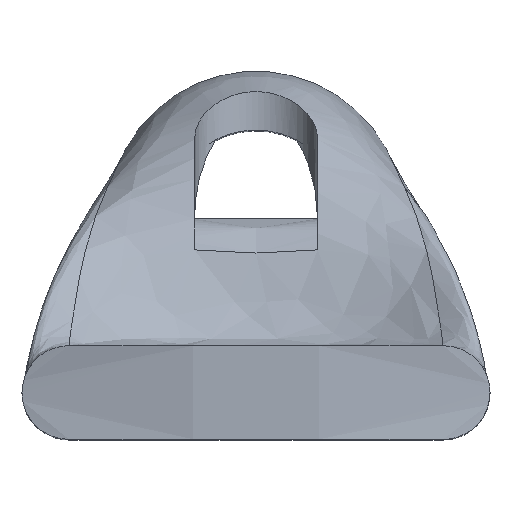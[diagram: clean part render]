
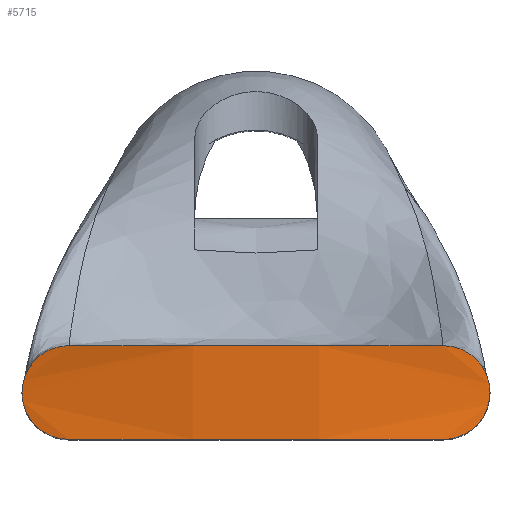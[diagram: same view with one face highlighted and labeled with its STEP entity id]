
A CAD part, top view. The second image highlights one B-rep face of the part: STEP entity #5715.
In plain terms, the highlighted cylindrical face has radius 20 mm (diameter 40 mm), a partial arc.
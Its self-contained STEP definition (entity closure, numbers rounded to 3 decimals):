
#3959=CARTESIAN_POINT('',(-3.8,-2.6,16.256));
#3960=VERTEX_POINT('',#3959);
#3969=CARTESIAN_POINT('',(3.8,-2.6,16.256));
#3970=VERTEX_POINT('',#3969);
#3971=CARTESIAN_POINT('',(0.0,-2.6,-3.38));
#3972=DIRECTION('',(0.0,-1.0,0.0));
#3973=DIRECTION('',(-0.238,0.0,0.971));
#3974=AXIS2_PLACEMENT_3D('',#3971,#3972,#3973);
#3975=CIRCLE('',#3974,20.);
#3976=EDGE_CURVE('',#3970,#3960,#3975,.T.);
#5640=CARTESIAN_POINT('',(0.0,-4.5,-3.38));
#5641=DIRECTION('',(0.0,1.0,0.0));
#5642=DIRECTION('',(-0.238,0.0,0.971));
#5643=AXIS2_PLACEMENT_3D('',#5640,#5641,#5642);
#5644=CYLINDRICAL_SURFACE('',#5643,20.);
#5645=CARTESIAN_POINT('',(-3.8,-4.5,16.256));
#5646=VERTEX_POINT('',#5645);
#5647=CARTESIAN_POINT('',(-4.75,-3.55,16.048));
#5648=VERTEX_POINT('',#5647);
#5649=CARTESIAN_POINT('',(-3.8,-4.5,16.256));
#5650=CARTESIAN_POINT('',(-3.92,-4.5,16.232));
#5651=CARTESIAN_POINT('',(-4.048,-4.476,16.206));
#5652=CARTESIAN_POINT('',(-4.283,-4.378,16.156));
#5653=CARTESIAN_POINT('',(-4.39,-4.304,16.132));
#5654=CARTESIAN_POINT('',(-4.558,-4.135,16.094));
#5655=CARTESIAN_POINT('',(-4.63,-4.029,16.077));
#5656=CARTESIAN_POINT('',(-4.726,-3.796,16.054));
#5657=CARTESIAN_POINT('',(-4.75,-3.669,16.048));
#5658=CARTESIAN_POINT('',(-4.75,-3.55,16.048));
#5659=B_SPLINE_CURVE_WITH_KNOTS('',3,(#5649,#5650,#5651,#5652,#5653,#5654,#5655,#5656,#5657,#5658),.UNSPECIFIED.,.F.,.U.,(4,2,2,2,4),(0.144,0.181,0.217,0.253,0.289),.UNSPECIFIED.);
#5660=EDGE_CURVE('',#5646,#5648,#5659,.T.);
#5661=ORIENTED_EDGE('',*,*,#5660,.F.);
#5662=CARTESIAN_POINT('',(3.8,-4.5,16.256));
#5663=VERTEX_POINT('',#5662);
#5664=CARTESIAN_POINT('',(0.0,-4.5,-3.38));
#5665=DIRECTION('',(0.0,1.0,0.0));
#5666=DIRECTION('',(-0.238,0.0,0.971));
#5667=AXIS2_PLACEMENT_3D('',#5664,#5665,#5666);
#5668=CIRCLE('',#5667,20.);
#5669=EDGE_CURVE('',#5646,#5663,#5668,.T.);
#5670=ORIENTED_EDGE('',*,*,#5669,.T.);
#5671=CARTESIAN_POINT('',(4.75,-3.55,16.048));
#5672=VERTEX_POINT('',#5671);
#5673=CARTESIAN_POINT('',(4.75,-3.55,16.048));
#5674=CARTESIAN_POINT('',(4.75,-3.669,16.048));
#5675=CARTESIAN_POINT('',(4.726,-3.796,16.054));
#5676=CARTESIAN_POINT('',(4.63,-4.029,16.077));
#5677=CARTESIAN_POINT('',(4.558,-4.135,16.094));
#5678=CARTESIAN_POINT('',(4.39,-4.304,16.132));
#5679=CARTESIAN_POINT('',(4.283,-4.378,16.156));
#5680=CARTESIAN_POINT('',(4.048,-4.476,16.206));
#5681=CARTESIAN_POINT('',(3.92,-4.5,16.232));
#5682=CARTESIAN_POINT('',(3.8,-4.5,16.256));
#5683=B_SPLINE_CURVE_WITH_KNOTS('',3,(#5673,#5674,#5675,#5676,#5677,#5678,#5679,#5680,#5681,#5682),.UNSPECIFIED.,.F.,.U.,(4,2,2,2,4),(0.289,0.325,0.361,0.397,0.434),.UNSPECIFIED.);
#5684=EDGE_CURVE('',#5672,#5663,#5683,.T.);
#5685=ORIENTED_EDGE('',*,*,#5684,.F.);
#5686=CARTESIAN_POINT('',(3.8,-2.6,16.256));
#5687=CARTESIAN_POINT('',(3.92,-2.6,16.232));
#5688=CARTESIAN_POINT('',(4.048,-2.624,16.206));
#5689=CARTESIAN_POINT('',(4.283,-2.722,16.156));
#5690=CARTESIAN_POINT('',(4.39,-2.796,16.132));
#5691=CARTESIAN_POINT('',(4.558,-2.965,16.094));
#5692=CARTESIAN_POINT('',(4.63,-3.071,16.077));
#5693=CARTESIAN_POINT('',(4.726,-3.304,16.054));
#5694=CARTESIAN_POINT('',(4.75,-3.431,16.048));
#5695=CARTESIAN_POINT('',(4.75,-3.55,16.048));
#5696=B_SPLINE_CURVE_WITH_KNOTS('',3,(#5686,#5687,#5688,#5689,#5690,#5691,#5692,#5693,#5694,#5695),.UNSPECIFIED.,.F.,.U.,(4,2,2,2,4),(0.433,0.47,0.506,0.542,0.578),.UNSPECIFIED.);
#5697=EDGE_CURVE('',#3970,#5672,#5696,.T.);
#5698=ORIENTED_EDGE('',*,*,#5697,.F.);
#5699=ORIENTED_EDGE('',*,*,#3976,.T.);
#5700=CARTESIAN_POINT('',(-4.75,-3.55,16.048));
#5701=CARTESIAN_POINT('',(-4.75,-3.431,16.048));
#5702=CARTESIAN_POINT('',(-4.726,-3.304,16.054));
#5703=CARTESIAN_POINT('',(-4.63,-3.071,16.077));
#5704=CARTESIAN_POINT('',(-4.558,-2.965,16.094));
#5705=CARTESIAN_POINT('',(-4.39,-2.796,16.132));
#5706=CARTESIAN_POINT('',(-4.283,-2.722,16.156));
#5707=CARTESIAN_POINT('',(-4.048,-2.624,16.206));
#5708=CARTESIAN_POINT('',(-3.92,-2.6,16.232));
#5709=CARTESIAN_POINT('',(-3.8,-2.6,16.256));
#5710=B_SPLINE_CURVE_WITH_KNOTS('',3,(#5700,#5701,#5702,#5703,#5704,#5705,#5706,#5707,#5708,#5709),.UNSPECIFIED.,.F.,.U.,(4,2,2,2,4),(0.578,0.614,0.65,0.686,0.723),.UNSPECIFIED.);
#5711=EDGE_CURVE('',#5648,#3960,#5710,.T.);
#5712=ORIENTED_EDGE('',*,*,#5711,.F.);
#5713=EDGE_LOOP('',(#5661,#5670,#5685,#5698,#5699,#5712));
#5714=FACE_OUTER_BOUND('',#5713,.T.);
#5715=ADVANCED_FACE('',(#5714),#5644,.T.);
